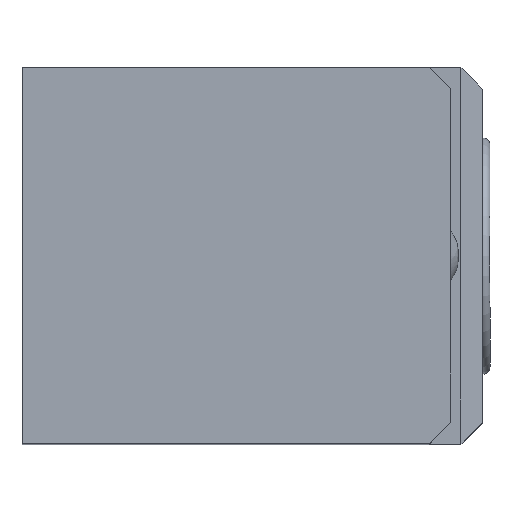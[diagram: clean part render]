
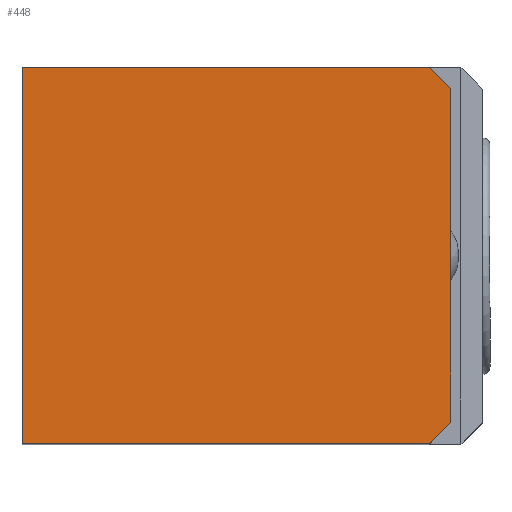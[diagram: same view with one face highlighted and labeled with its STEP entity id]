
A CAD part, top view. The second image highlights one B-rep face of the part: STEP entity #448.
In plain terms, the highlighted planar face has unit normal (0, 0, 1).
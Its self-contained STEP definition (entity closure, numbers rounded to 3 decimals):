
#285 = EDGE_CURVE('',#286,#288,#290,.T.);
#286 = VERTEX_POINT('',#287);
#287 = CARTESIAN_POINT('',(0.,260.,460.));
#288 = VERTEX_POINT('',#289);
#289 = CARTESIAN_POINT('',(281.,260.,460.));
#290 = LINE('',#291,#292);
#291 = CARTESIAN_POINT('',(0.,260.,460.));
#292 = VECTOR('',#293,1.);
#293 = DIRECTION('',(1.,0.,0.));
#334 = VERTEX_POINT('',#335);
#335 = CARTESIAN_POINT('',(0.,0.,460.));
#343 = EDGE_CURVE('',#334,#286,#344,.T.);
#344 = LINE('',#345,#346);
#345 = CARTESIAN_POINT('',(0.,0.,460.));
#346 = VECTOR('',#347,1.);
#347 = DIRECTION('',(0.,1.,0.));
#357 = EDGE_CURVE('',#334,#358,#360,.T.);
#358 = VERTEX_POINT('',#359);
#359 = CARTESIAN_POINT('',(281.,0.,460.));
#360 = LINE('',#361,#362);
#361 = CARTESIAN_POINT('',(0.,0.,460.));
#362 = VECTOR('',#363,1.);
#363 = DIRECTION('',(1.,0.,0.));
#448 = ADVANCED_FACE('',(#449),#476,.T.);
#449 = FACE_BOUND('',#450,.T.);
#450 = EDGE_LOOP('',(#451,#452,#453,#454,#462,#470));
#451 = ORIENTED_EDGE('',*,*,#285,.F.);
#452 = ORIENTED_EDGE('',*,*,#343,.F.);
#453 = ORIENTED_EDGE('',*,*,#357,.T.);
#454 = ORIENTED_EDGE('',*,*,#455,.T.);
#455 = EDGE_CURVE('',#358,#456,#458,.T.);
#456 = VERTEX_POINT('',#457);
#457 = CARTESIAN_POINT('',(296.,15.,460.));
#458 = LINE('',#459,#460);
#459 = CARTESIAN_POINT('',(214.5,-66.5,460.));
#460 = VECTOR('',#461,1.);
#461 = DIRECTION('',(0.707,0.707,0.));
#462 = ORIENTED_EDGE('',*,*,#463,.F.);
#463 = EDGE_CURVE('',#464,#456,#466,.T.);
#464 = VERTEX_POINT('',#465);
#465 = CARTESIAN_POINT('',(296.,245.,460.));
#466 = LINE('',#467,#468);
#467 = CARTESIAN_POINT('',(296.,260.,460.));
#468 = VECTOR('',#469,1.);
#469 = DIRECTION('',(0.,-1.,0.));
#470 = ORIENTED_EDGE('',*,*,#471,.T.);
#471 = EDGE_CURVE('',#464,#288,#472,.T.);
#472 = LINE('',#473,#474);
#473 = CARTESIAN_POINT('',(279.5,261.5,460.));
#474 = VECTOR('',#475,1.);
#475 = DIRECTION('',(-0.707,0.707,0.));
#476 = PLANE('',#477);
#477 = AXIS2_PLACEMENT_3D('',#478,#479,#480);
#478 = CARTESIAN_POINT('',(0.,0.,460.));
#479 = DIRECTION('',(0.,0.,1.));
#480 = DIRECTION('',(1.,0.,0.));
